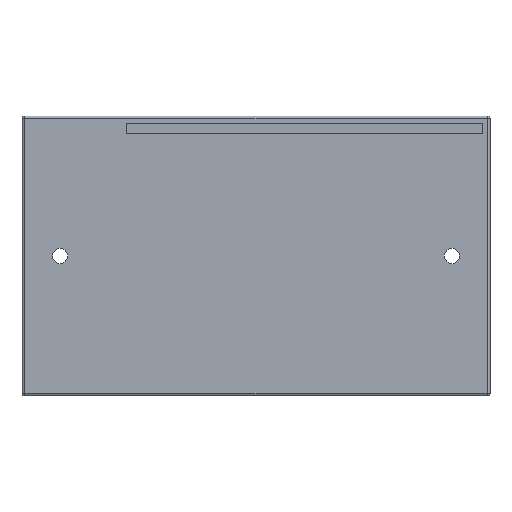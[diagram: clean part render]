
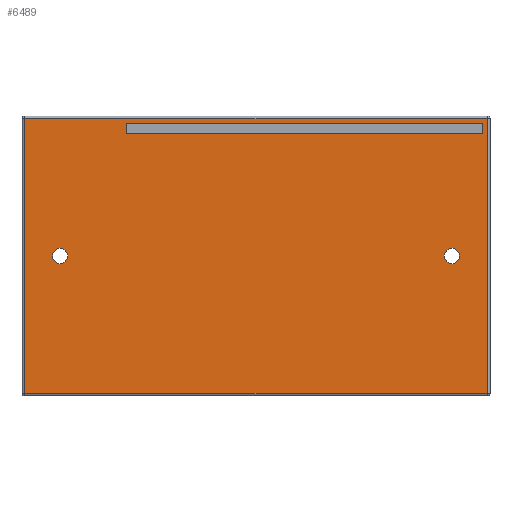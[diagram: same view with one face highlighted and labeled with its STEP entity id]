
A CAD part, front view. The second image highlights one B-rep face of the part: STEP entity #6489.
In plain terms, the highlighted planar face has unit normal (0, -1, 0).
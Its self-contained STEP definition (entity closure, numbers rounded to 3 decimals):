
#21 = ORIENTED_EDGE ( 'NONE', *, *, #4758, .F. ) ;
#80 = CIRCLE ( 'NONE', #5922, 1.5 ) ;
#102 = LINE ( 'NONE', #2205, #4925 ) ;
#112 = ORIENTED_EDGE ( 'NONE', *, *, #1516, .T. ) ;
#130 = VERTEX_POINT ( 'NONE', #4014 ) ;
#157 = FACE_BOUND ( 'NONE', #3438, .T. ) ;
#384 = CARTESIAN_POINT ( 'NONE',  ( 0.5, 0., -0.5 ) ) ;
#394 = VERTEX_POINT ( 'NONE', #384 ) ;
#440 = CARTESIAN_POINT ( 'NONE',  ( 84.5, 0., -27.5 ) ) ;
#454 = DIRECTION ( 'NONE',  ( 0., 1., 0. ) ) ;
#509 = DIRECTION ( 'NONE',  ( 0., 1., 0. ) ) ;
#606 = ORIENTED_EDGE ( 'NONE', *, *, #4624, .F. ) ;
#655 = CARTESIAN_POINT ( 'NONE',  ( 20.5, 0., -1.5 ) ) ;
#670 = VERTEX_POINT ( 'NONE', #6728 ) ;
#684 = CARTESIAN_POINT ( 'NONE',  ( 7.5, 0., -27.5 ) ) ;
#733 = ORIENTED_EDGE ( 'NONE', *, *, #1297, .T. ) ;
#862 = LINE ( 'NONE', #934, #5507 ) ;
#884 = AXIS2_PLACEMENT_3D ( 'NONE', #3088, #509, #5265 ) ;
#892 = VERTEX_POINT ( 'NONE', #3480 ) ;
#934 = CARTESIAN_POINT ( 'NONE',  ( 0., 0., -0.5 ) ) ;
#937 = ORIENTED_EDGE ( 'NONE', *, *, #1689, .T. ) ;
#1005 = DIRECTION ( 'NONE',  ( 0., 0., -1. ) ) ;
#1107 = VECTOR ( 'NONE', #4784, 1000. ) ;
#1184 = VERTEX_POINT ( 'NONE', #2668 ) ;
#1297 = EDGE_CURVE ( 'NONE', #670, #3165, #80, .T. ) ;
#1310 = EDGE_CURVE ( 'NONE', #2760, #2972, #4398, .T. ) ;
#1317 = ORIENTED_EDGE ( 'NONE', *, *, #2307, .T. ) ;
#1387 = CARTESIAN_POINT ( 'NONE',  ( 90.5, 0., -1.5 ) ) ;
#1420 = EDGE_CURVE ( 'NONE', #130, #2760, #102, .T. ) ;
#1440 = CARTESIAN_POINT ( 'NONE',  ( 90.5, 0., -3.5 ) ) ;
#1516 = EDGE_CURVE ( 'NONE', #4713, #892, #2446, .T. ) ;
#1535 = VECTOR ( 'NONE', #1005, 1000. ) ;
#1581 = DIRECTION ( 'NONE',  ( 0., 0., -1. ) ) ;
#1638 = CARTESIAN_POINT ( 'NONE',  ( 20.5, 0., -1.5 ) ) ;
#1653 = VECTOR ( 'NONE', #5330, 1000. ) ;
#1678 = DIRECTION ( 'NONE',  ( 0., 0., -1. ) ) ;
#1689 = EDGE_CURVE ( 'NONE', #394, #1184, #5755, .T. ) ;
#1734 = PLANE ( 'NONE',  #3487 ) ;
#1893 = AXIS2_PLACEMENT_3D ( 'NONE', #440, #3060, #6892 ) ;
#1898 = CIRCLE ( 'NONE', #2935, 1.5 ) ;
#1943 = ORIENTED_EDGE ( 'NONE', *, *, #3300, .T. ) ;
#2099 = VECTOR ( 'NONE', #6612, 1000. ) ;
#2144 = DIRECTION ( 'NONE',  ( -1., 0., 0. ) ) ;
#2205 = CARTESIAN_POINT ( 'NONE',  ( 90.5, 0., -3.5 ) ) ;
#2307 = EDGE_CURVE ( 'NONE', #892, #394, #862, .T. ) ;
#2331 = VERTEX_POINT ( 'NONE', #3767 ) ;
#2372 = FACE_BOUND ( 'NONE', #4584, .T. ) ;
#2446 = LINE ( 'NONE', #3472, #2099 ) ;
#2541 = ORIENTED_EDGE ( 'NONE', *, *, #3116, .T. ) ;
#2668 = CARTESIAN_POINT ( 'NONE',  ( 0.5, 0., -54.5 ) ) ;
#2754 = LINE ( 'NONE', #1638, #4034 ) ;
#2760 = VERTEX_POINT ( 'NONE', #1440 ) ;
#2852 = DIRECTION ( 'NONE',  ( 0., 1., 0. ) ) ;
#2935 = AXIS2_PLACEMENT_3D ( 'NONE', #4789, #454, #1581 ) ;
#2949 = FACE_OUTER_BOUND ( 'NONE', #4420, .T. ) ;
#2972 = VERTEX_POINT ( 'NONE', #3676 ) ;
#2987 = EDGE_CURVE ( 'NONE', #3165, #670, #5166, .T. ) ;
#3034 = CIRCLE ( 'NONE', #1893, 1.5 ) ;
#3060 = DIRECTION ( 'NONE',  ( 0., 1., 0. ) ) ;
#3073 = VERTEX_POINT ( 'NONE', #5760 ) ;
#3088 = CARTESIAN_POINT ( 'NONE',  ( 7.5, 0., -27.5 ) ) ;
#3116 = EDGE_CURVE ( 'NONE', #2331, #3073, #3034, .T. ) ;
#3165 = VERTEX_POINT ( 'NONE', #3728 ) ;
#3261 = ORIENTED_EDGE ( 'NONE', *, *, #1420, .F. ) ;
#3300 = EDGE_CURVE ( 'NONE', #3073, #2331, #1898, .T. ) ;
#3403 = DIRECTION ( 'NONE',  ( 0., -1., 0. ) ) ;
#3438 = EDGE_LOOP ( 'NONE', ( #4472, #3261, #21, #606 ) ) ;
#3472 = CARTESIAN_POINT ( 'NONE',  ( 91.5, 0., 0. ) ) ;
#3480 = CARTESIAN_POINT ( 'NONE',  ( 91.5, 0., -0.5 ) ) ;
#3487 = AXIS2_PLACEMENT_3D ( 'NONE', #4461, #3403, #3500 ) ;
#3495 = ORIENTED_EDGE ( 'NONE', *, *, #3865, .T. ) ;
#3500 = DIRECTION ( 'NONE',  ( 0., 0., -1. ) ) ;
#3676 = CARTESIAN_POINT ( 'NONE',  ( 90.5, 0., -1.5 ) ) ;
#3728 = CARTESIAN_POINT ( 'NONE',  ( 7.5, 0., -29. ) ) ;
#3767 = CARTESIAN_POINT ( 'NONE',  ( 84.5, 0., -29. ) ) ;
#3865 = EDGE_CURVE ( 'NONE', #1184, #4713, #5889, .T. ) ;
#4014 = CARTESIAN_POINT ( 'NONE',  ( 20.5, 0., -3.5 ) ) ;
#4034 = VECTOR ( 'NONE', #1678, 1000. ) ;
#4149 = LINE ( 'NONE', #1387, #1107 ) ;
#4178 = EDGE_LOOP ( 'NONE', ( #733, #6311 ) ) ;
#4398 = LINE ( 'NONE', #4890, #5365 ) ;
#4411 = DIRECTION ( 'NONE',  ( 1., 0., 0. ) ) ;
#4420 = EDGE_LOOP ( 'NONE', ( #112, #1317, #937, #3495 ) ) ;
#4461 = CARTESIAN_POINT ( 'NONE',  ( 0., 0., 0. ) ) ;
#4472 = ORIENTED_EDGE ( 'NONE', *, *, #1310, .F. ) ;
#4557 = FACE_BOUND ( 'NONE', #4178, .T. ) ;
#4584 = EDGE_LOOP ( 'NONE', ( #1943, #2541 ) ) ;
#4624 = EDGE_CURVE ( 'NONE', #2972, #4781, #4149, .T. ) ;
#4713 = VERTEX_POINT ( 'NONE', #5835 ) ;
#4758 = EDGE_CURVE ( 'NONE', #4781, #130, #2754, .T. ) ;
#4781 = VERTEX_POINT ( 'NONE', #655 ) ;
#4784 = DIRECTION ( 'NONE',  ( -1., 0., 0. ) ) ;
#4789 = CARTESIAN_POINT ( 'NONE',  ( 84.5, 0., -27.5 ) ) ;
#4890 = CARTESIAN_POINT ( 'NONE',  ( 90.5, 0., -1.5 ) ) ;
#4925 = VECTOR ( 'NONE', #4411, 1000. ) ;
#5166 = CIRCLE ( 'NONE', #884, 1.5 ) ;
#5265 = DIRECTION ( 'NONE',  ( 0., 0., 1. ) ) ;
#5295 = CARTESIAN_POINT ( 'NONE',  ( 92., 0., -54.5 ) ) ;
#5330 = DIRECTION ( 'NONE',  ( 1., 0., 0. ) ) ;
#5365 = VECTOR ( 'NONE', #6543, 1000. ) ;
#5507 = VECTOR ( 'NONE', #2144, 1000. ) ;
#5755 = LINE ( 'NONE', #5828, #1535 ) ;
#5760 = CARTESIAN_POINT ( 'NONE',  ( 84.5, 0., -26. ) ) ;
#5828 = CARTESIAN_POINT ( 'NONE',  ( 0.5, 0., -55. ) ) ;
#5835 = CARTESIAN_POINT ( 'NONE',  ( 91.5, 0., -54.5 ) ) ;
#5889 = LINE ( 'NONE', #5295, #1653 ) ;
#5922 = AXIS2_PLACEMENT_3D ( 'NONE', #684, #2852, #6501 ) ;
#6311 = ORIENTED_EDGE ( 'NONE', *, *, #2987, .T. ) ;
#6489 = ADVANCED_FACE ( 'NONE', ( #157, #2372, #4557, #2949 ), #1734, .T. ) ;
#6501 = DIRECTION ( 'NONE',  ( 0., 0., 1. ) ) ;
#6543 = DIRECTION ( 'NONE',  ( 0., 0., 1. ) ) ;
#6612 = DIRECTION ( 'NONE',  ( 0., 0., 1. ) ) ;
#6728 = CARTESIAN_POINT ( 'NONE',  ( 7.5, 0., -26. ) ) ;
#6892 = DIRECTION ( 'NONE',  ( 0., 0., -1. ) ) ;
